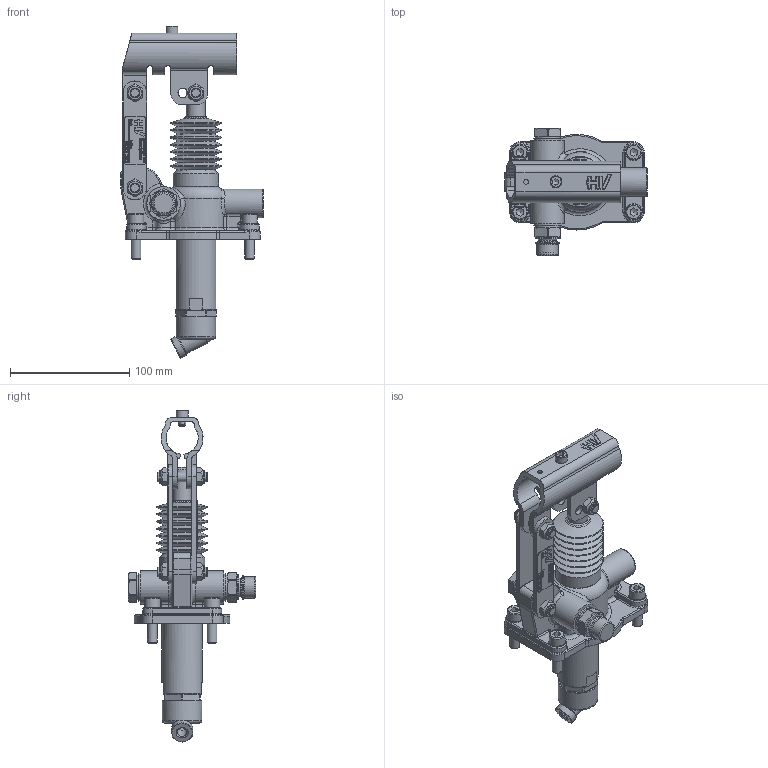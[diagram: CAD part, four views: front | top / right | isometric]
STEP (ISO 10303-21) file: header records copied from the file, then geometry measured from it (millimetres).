
FILE_DESCRIPTION((''),'2;1');
FILE_NAME('PM 25 e-s (HV) STEP.stp','2014-08-04T14:12:31',('Christian'),(''),'Autodesk Inventor 2013','Autodesk Inventor 2013','');
FILE_SCHEMA(('AUTOMOTIVE_DESIGN { 1 0 10303 214 1 1 1 1 }'));
Length unit declared in the file: millimetre
Products named in the file (1): Parte32
Bounding box: 119.5 x 106.5 x 277.85 mm (x, y, z)
Volume: 270858.6 mm3; surface area: 132805.7 mm2
Topology: 12 solids, 14 shells, 1403 faces, 3469 edges, 2182 vertices
Faces by surface type: plane 652, cylinder 307, bspline 190, torus 123, cone 116, sphere 15
Full cylindrical faces by diameter (mm): 4 x2, 6 x1, 8 x23, 8.5 x4, 9 x1, 10 x2, 11.05 x6, 12 x4, 13 x4, 14 x4, 16 x2, 16.6 x1, 17 x2, 18 x3, 20 x1, 21 x3, 22 x1, 23 x2, 24 x1, 25 x1, 28 x1, 29 x2, 33 x1, 34 x1, 38.004 x1, 40 x1
Entity records: 43528 total; most frequent: CARTESIAN_POINT 11100, ORIENTED_EDGE 6416, DIRECTION 5951, EDGE_CURVE 3208, VERTEX_POINT 2125, AXIS2_PLACEMENT_3D 2119, EDGE_LOOP 1739, VECTOR 1713
